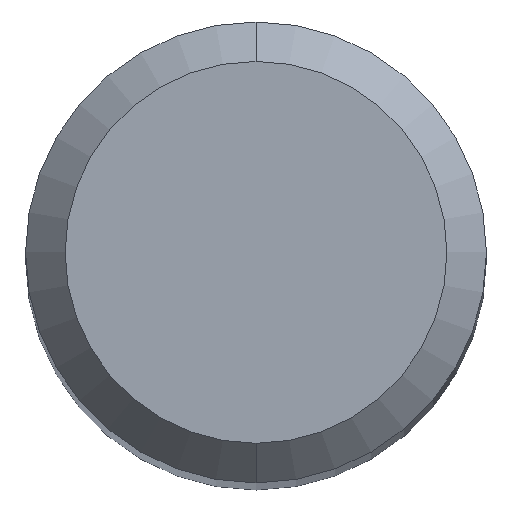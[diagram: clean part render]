
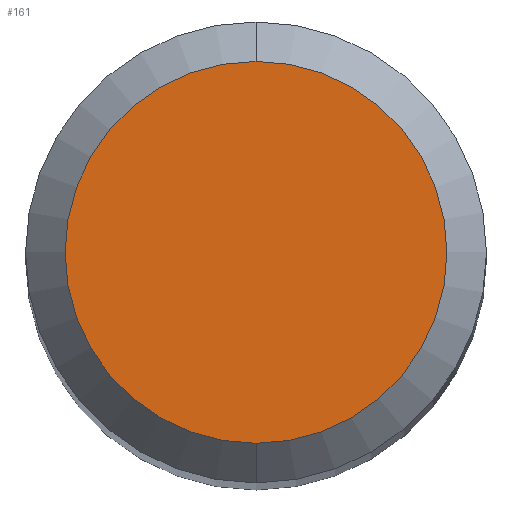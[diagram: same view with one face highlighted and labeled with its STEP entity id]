
A CAD part, top view. The second image highlights one B-rep face of the part: STEP entity #161.
In plain terms, the highlighted planar face has unit normal (0, 0, 1).
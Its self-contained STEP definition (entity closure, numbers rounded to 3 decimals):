
#149=EDGE_CURVE('',#295,#177,#368,.T.);
#161=ADVANCED_FACE('',(#382),#383,.T.);
#177=VERTEX_POINT('',#400);
#189=EDGE_CURVE('',#177,#295,#415,.T.);
#295=VERTEX_POINT('',#530);
#368=CIRCLE('',#605,1.45);
#382=FACE_OUTER_BOUND('',#622,.T.);
#383=PLANE('',#623);
#400=CARTESIAN_POINT('',(0.,-1.45,0.0));
#415=CIRCLE('',#664,1.45);
#530=CARTESIAN_POINT('',(0.0,1.45,0.0));
#605=AXIS2_PLACEMENT_3D('',#901,#902,#903);
#622=EDGE_LOOP('',(#922,#923));
#623=AXIS2_PLACEMENT_3D('',#924,#925,#926);
#664=AXIS2_PLACEMENT_3D('',#973,#974,#975);
#901=CARTESIAN_POINT('',(0.0,0.0,0.0));
#902=DIRECTION('',(0.0,0.0,-1.0));
#903=DIRECTION('',(0.0,1.0,0.0));
#922=ORIENTED_EDGE('',*,*,#149,.F.);
#923=ORIENTED_EDGE('',*,*,#189,.F.);
#924=CARTESIAN_POINT('',(0.0,0.725,0.0));
#925=DIRECTION('',(-0.0,0.0,1.0));
#926=DIRECTION('',(0.0,-1.0,0.0));
#973=CARTESIAN_POINT('',(0.0,0.0,0.0));
#974=DIRECTION('',(0.0,0.0,-1.0));
#975=DIRECTION('',(0.0,1.0,0.0));
